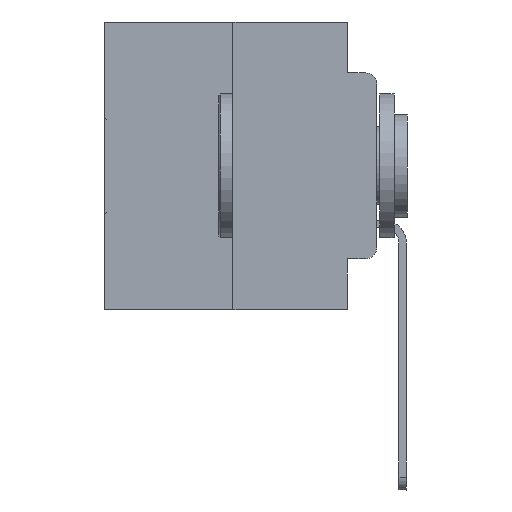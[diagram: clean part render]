
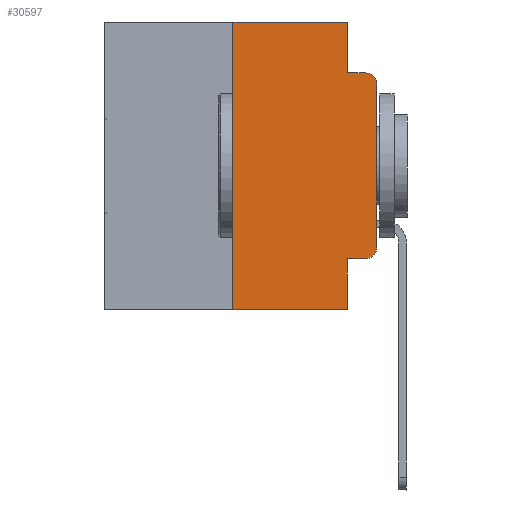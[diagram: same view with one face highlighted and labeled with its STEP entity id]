
A CAD part, left-side view. The second image highlights one B-rep face of the part: STEP entity #30597.
In plain terms, the highlighted planar face has unit normal (-1, 0, 0).
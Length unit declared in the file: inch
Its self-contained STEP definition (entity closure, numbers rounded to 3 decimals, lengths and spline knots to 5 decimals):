
#128 = DIRECTION ( 'NONE',  ( 0., -1., 0. ) ) ;
#196 = DIRECTION ( 'NONE',  ( 0., 0., 1. ) ) ;
#210 = AXIS2_PLACEMENT_3D ( 'NONE', #1231, #2172, #28325 ) ;
#788 = ORIENTED_EDGE ( 'NONE', *, *, #5301, .T. ) ;
#1231 = CARTESIAN_POINT ( 'NONE',  ( 0., 0.473, 0. ) ) ;
#1875 = LINE ( 'NONE', #11696, #19612 ) ;
#2172 = DIRECTION ( 'NONE',  ( 1., 0., 0. ) ) ;
#3368 = EDGE_CURVE ( 'NONE', #16450, #30851, #1875, .T. ) ;
#3526 = VERTEX_POINT ( 'NONE', #19771 ) ;
#4260 = VERTEX_POINT ( 'NONE', #19971 ) ;
#4574 = DIRECTION ( 'NONE',  ( 0., -1., 0. ) ) ;
#5301 = EDGE_CURVE ( 'NONE', #22859, #14260, #21915, .T. ) ;
#5417 = CARTESIAN_POINT ( 'NONE',  ( 0., 0., -0.1085 ) ) ;
#5455 = CARTESIAN_POINT ( 'NONE',  ( 0., 0.051, -0.5 ) ) ;
#5461 = VECTOR ( 'NONE', #196, 39.37008 ) ;
#5591 = DIRECTION ( 'NONE',  ( 0., 0., -1. ) ) ;
#6453 = CARTESIAN_POINT ( 'NONE',  ( 0., 0.051, -0.4115 ) ) ;
#6481 = VECTOR ( 'NONE', #24082, 39.37008 ) ;
#7737 = CIRCLE ( 'NONE', #25440, 0.02 ) ;
#9123 = DIRECTION ( 'NONE',  ( 0., 0., -1. ) ) ;
#9134 = EDGE_CURVE ( 'NONE', #10138, #3526, #24225, .T. ) ;
#9281 = VECTOR ( 'NONE', #18463, 39.37008 ) ;
#9750 = VECTOR ( 'NONE', #22924, 39.37008 ) ;
#9941 = ORIENTED_EDGE ( 'NONE', *, *, #3368, .F. ) ;
#10138 = VERTEX_POINT ( 'NONE', #16012 ) ;
#10228 = EDGE_CURVE ( 'NONE', #4260, #22859, #7737, .T. ) ;
#11469 = LINE ( 'NONE', #30482, #30965 ) ;
#11696 = CARTESIAN_POINT ( 'NONE',  ( 0., 0.473, 0. ) ) ;
#12187 = CARTESIAN_POINT ( 'NONE',  ( 0., 0.473, -0.5 ) ) ;
#12629 = DIRECTION ( 'NONE',  ( 0., 0., -1. ) ) ;
#13101 = LINE ( 'NONE', #22763, #30522 ) ;
#13538 = CARTESIAN_POINT ( 'NONE',  ( 0., 0.051, -0.4115 ) ) ;
#13629 = CARTESIAN_POINT ( 'NONE',  ( 0., 0.02, -0.3915 ) ) ;
#13892 = VERTEX_POINT ( 'NONE', #5455 ) ;
#14136 = EDGE_CURVE ( 'NONE', #30851, #10138, #11469, .T. ) ;
#14260 = VERTEX_POINT ( 'NONE', #5417 ) ;
#14479 = VERTEX_POINT ( 'NONE', #30765 ) ;
#15254 = EDGE_CURVE ( 'NONE', #20825, #13892, #13101, .T. ) ;
#15493 = ORIENTED_EDGE ( 'NONE', *, *, #9134, .F. ) ;
#16012 = CARTESIAN_POINT ( 'NONE',  ( 0., 0.051, -0.0885 ) ) ;
#16235 = LINE ( 'NONE', #13538, #9281 ) ;
#16450 = VERTEX_POINT ( 'NONE', #17242 ) ;
#16522 = EDGE_CURVE ( 'NONE', #14479, #16450, #25155, .T. ) ;
#16761 = CARTESIAN_POINT ( 'NONE',  ( 0., 0.051, 0. ) ) ;
#17059 = EDGE_CURVE ( 'NONE', #20825, #4260, #16235, .T. ) ;
#17242 = CARTESIAN_POINT ( 'NONE',  ( 0., 0.25, 0. ) ) ;
#18029 = ORIENTED_EDGE ( 'NONE', *, *, #22845, .T. ) ;
#18221 = ORIENTED_EDGE ( 'NONE', *, *, #16522, .F. ) ;
#18428 = CIRCLE ( 'NONE', #27507, 0.02 ) ;
#18463 = DIRECTION ( 'NONE',  ( 0., -1., 0. ) ) ;
#19087 = CARTESIAN_POINT ( 'NONE',  ( 0., 0., 0. ) ) ;
#19612 = VECTOR ( 'NONE', #4574, 39.37008 ) ;
#19771 = CARTESIAN_POINT ( 'NONE',  ( 0., 0.02, -0.0885 ) ) ;
#19870 = ORIENTED_EDGE ( 'NONE', *, *, #14136, .F. ) ;
#19971 = CARTESIAN_POINT ( 'NONE',  ( 0., 0.02, -0.4115 ) ) ;
#20353 = ORIENTED_EDGE ( 'NONE', *, *, #17059, .T. ) ;
#20696 = DIRECTION ( 'NONE',  ( -1., 0., 0. ) ) ;
#20825 = VERTEX_POINT ( 'NONE', #6453 ) ;
#21915 = LINE ( 'NONE', #19087, #5461 ) ;
#22175 = CARTESIAN_POINT ( 'NONE',  ( 0., 0., -0.3915 ) ) ;
#22303 = CARTESIAN_POINT ( 'NONE',  ( 0., 0.25, 0. ) ) ;
#22467 = CARTESIAN_POINT ( 'NONE',  ( 0., 0.051, -0.0885 ) ) ;
#22763 = CARTESIAN_POINT ( 'NONE',  ( 0., 0.051, 0. ) ) ;
#22845 = EDGE_CURVE ( 'NONE', #14479, #13892, #27090, .T. ) ;
#22859 = VERTEX_POINT ( 'NONE', #22175 ) ;
#22924 = DIRECTION ( 'NONE',  ( 0., 0., 1. ) ) ;
#22941 = PLANE ( 'NONE',  #210 ) ;
#23329 = ORIENTED_EDGE ( 'NONE', *, *, #28488, .T. ) ;
#23368 = VECTOR ( 'NONE', #128, 39.37008 ) ;
#24082 = DIRECTION ( 'NONE',  ( 0., -1., 0. ) ) ;
#24225 = LINE ( 'NONE', #22467, #23368 ) ;
#24235 = EDGE_LOOP ( 'NONE', ( #788, #23329, #15493, #19870, #9941, #18221, #18029, #30858, #20353, #26385 ) ) ;
#25155 = LINE ( 'NONE', #22303, #9750 ) ;
#25328 = FACE_OUTER_BOUND ( 'NONE', #24235, .T. ) ;
#25440 = AXIS2_PLACEMENT_3D ( 'NONE', #13629, #29682, #5591 ) ;
#26385 = ORIENTED_EDGE ( 'NONE', *, *, #10228, .T. ) ;
#27090 = LINE ( 'NONE', #12187, #6481 ) ;
#27507 = AXIS2_PLACEMENT_3D ( 'NONE', #30833, #20696, #9123 ) ;
#28325 = DIRECTION ( 'NONE',  ( 0., 0., -1. ) ) ;
#28488 = EDGE_CURVE ( 'NONE', #14260, #3526, #18428, .T. ) ;
#29682 = DIRECTION ( 'NONE',  ( -1., 0., 0. ) ) ;
#30482 = CARTESIAN_POINT ( 'NONE',  ( 0., 0.051, 0. ) ) ;
#30522 = VECTOR ( 'NONE', #12629, 39.37008 ) ;
#30597 = ADVANCED_FACE ( 'NONE', ( #25328 ), #22941, .F. ) ;
#30765 = CARTESIAN_POINT ( 'NONE',  ( 0., 0.25, -0.5 ) ) ;
#30803 = DIRECTION ( 'NONE',  ( 0., 0., -1. ) ) ;
#30833 = CARTESIAN_POINT ( 'NONE',  ( 0., 0.02, -0.1085 ) ) ;
#30851 = VERTEX_POINT ( 'NONE', #16761 ) ;
#30858 = ORIENTED_EDGE ( 'NONE', *, *, #15254, .F. ) ;
#30965 = VECTOR ( 'NONE', #30803, 39.37008 ) ;
